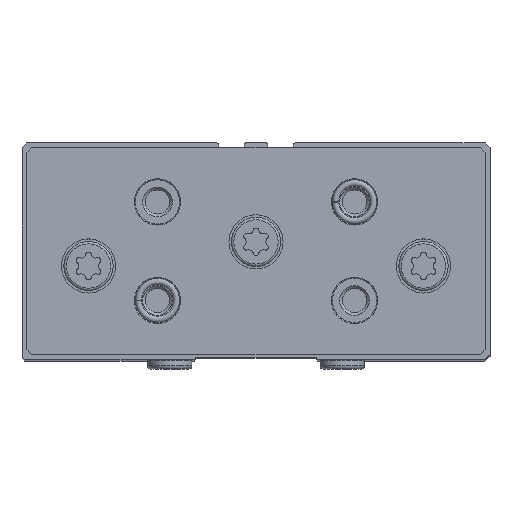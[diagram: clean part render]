
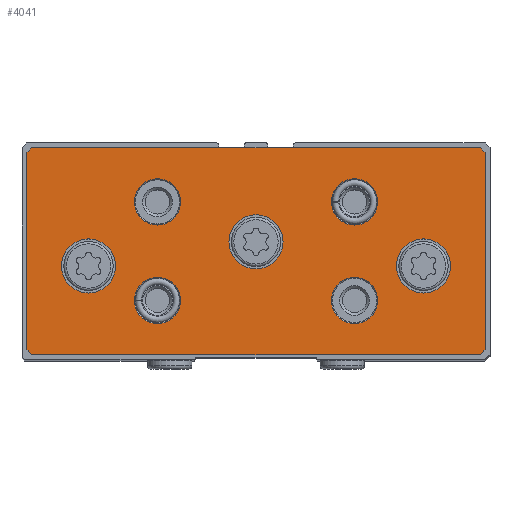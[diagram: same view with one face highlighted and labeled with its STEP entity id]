
A CAD part, top view. The second image highlights one B-rep face of the part: STEP entity #4041.
In plain terms, the highlighted face is planar.
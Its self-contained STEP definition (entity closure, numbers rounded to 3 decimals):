
#370=LINE('',#6961,#564);
#371=LINE('',#6964,#565);
#372=LINE('',#6966,#566);
#373=LINE('',#6968,#567);
#374=LINE('',#6970,#568);
#375=LINE('',#6972,#569);
#376=LINE('',#6974,#570);
#377=LINE('',#6976,#571);
#564=VECTOR('',#5678,1000.);
#565=VECTOR('',#5679,1000.);
#566=VECTOR('',#5680,1000.);
#567=VECTOR('',#5681,1000.);
#568=VECTOR('',#5682,1000.);
#569=VECTOR('',#5683,1000.);
#570=VECTOR('',#5684,1000.);
#571=VECTOR('',#5685,1000.);
#1134=ORIENTED_EDGE('',*,*,#1894,.F.);
#1135=ORIENTED_EDGE('',*,*,#1895,.F.);
#1136=ORIENTED_EDGE('',*,*,#1896,.F.);
#1137=ORIENTED_EDGE('',*,*,#1897,.F.);
#1138=ORIENTED_EDGE('',*,*,#1898,.F.);
#1139=ORIENTED_EDGE('',*,*,#1899,.F.);
#1140=ORIENTED_EDGE('',*,*,#1900,.F.);
#1141=ORIENTED_EDGE('',*,*,#1901,.T.);
#1142=ORIENTED_EDGE('',*,*,#1902,.T.);
#1143=ORIENTED_EDGE('',*,*,#1903,.T.);
#1144=ORIENTED_EDGE('',*,*,#1904,.T.);
#1145=ORIENTED_EDGE('',*,*,#1905,.T.);
#1146=ORIENTED_EDGE('',*,*,#1906,.T.);
#1147=ORIENTED_EDGE('',*,*,#1907,.T.);
#1148=ORIENTED_EDGE('',*,*,#1908,.T.);
#1894=EDGE_CURVE('',#2359,#2359,#2691,.T.);
#1895=EDGE_CURVE('',#2360,#2360,#2692,.T.);
#1896=EDGE_CURVE('',#2361,#2361,#2693,.T.);
#1897=EDGE_CURVE('',#2362,#2362,#2694,.T.);
#1898=EDGE_CURVE('',#2363,#2363,#2695,.T.);
#1899=EDGE_CURVE('',#2364,#2364,#2696,.T.);
#1900=EDGE_CURVE('',#2365,#2365,#2697,.T.);
#1901=EDGE_CURVE('',#2366,#2367,#370,.T.);
#1902=EDGE_CURVE('',#2367,#2368,#371,.T.);
#1903=EDGE_CURVE('',#2368,#2369,#372,.T.);
#1904=EDGE_CURVE('',#2369,#2370,#373,.T.);
#1905=EDGE_CURVE('',#2370,#2371,#374,.T.);
#1906=EDGE_CURVE('',#2371,#2372,#375,.T.);
#1907=EDGE_CURVE('',#2372,#2373,#376,.T.);
#1908=EDGE_CURVE('',#2373,#2366,#377,.T.);
#2359=VERTEX_POINT('',#6948);
#2360=VERTEX_POINT('',#6950);
#2361=VERTEX_POINT('',#6952);
#2362=VERTEX_POINT('',#6954);
#2363=VERTEX_POINT('',#6956);
#2364=VERTEX_POINT('',#6958);
#2365=VERTEX_POINT('',#6960);
#2366=VERTEX_POINT('',#6962);
#2367=VERTEX_POINT('',#6963);
#2368=VERTEX_POINT('',#6965);
#2369=VERTEX_POINT('',#6967);
#2370=VERTEX_POINT('',#6969);
#2371=VERTEX_POINT('',#6971);
#2372=VERTEX_POINT('',#6973);
#2373=VERTEX_POINT('',#6975);
#2691=CIRCLE('',#4694,5.5);
#2692=CIRCLE('',#4695,5.5);
#2693=CIRCLE('',#4696,5.5);
#2694=CIRCLE('',#4697,4.7);
#2695=CIRCLE('',#4698,4.7);
#2696=CIRCLE('',#4699,4.7);
#2697=CIRCLE('',#4700,4.7);
#3102=EDGE_LOOP('',(#1134));
#3103=EDGE_LOOP('',(#1135));
#3104=EDGE_LOOP('',(#1136));
#3105=EDGE_LOOP('',(#1137));
#3106=EDGE_LOOP('',(#1138));
#3107=EDGE_LOOP('',(#1139));
#3108=EDGE_LOOP('',(#1140));
#3109=EDGE_LOOP('',(#1141,#1142,#1143,#1144,#1145,#1146,#1147,#1148));
#3580=FACE_BOUND('',#3102,.T.);
#3581=FACE_BOUND('',#3103,.T.);
#3582=FACE_BOUND('',#3104,.T.);
#3583=FACE_BOUND('',#3105,.T.);
#3584=FACE_BOUND('',#3106,.T.);
#3585=FACE_BOUND('',#3107,.T.);
#3586=FACE_BOUND('',#3108,.T.);
#3587=FACE_BOUND('',#3109,.T.);
#3846=PLANE('',#4693);
#4041=ADVANCED_FACE('',(#3580,#3581,#3582,#3583,#3584,#3585,#3586,#3587),
#3846,.T.);
#4693=AXIS2_PLACEMENT_3D('',#6946,#5662,#5663);
#4694=AXIS2_PLACEMENT_3D('',#6947,#5664,#5665);
#4695=AXIS2_PLACEMENT_3D('',#6949,#5666,#5667);
#4696=AXIS2_PLACEMENT_3D('',#6951,#5668,#5669);
#4697=AXIS2_PLACEMENT_3D('',#6953,#5670,#5671);
#4698=AXIS2_PLACEMENT_3D('',#6955,#5672,#5673);
#4699=AXIS2_PLACEMENT_3D('',#6957,#5674,#5675);
#4700=AXIS2_PLACEMENT_3D('',#6959,#5676,#5677);
#5662=DIRECTION('',(1.,0.,0.));
#5663=DIRECTION('',(0.,0.,-1.));
#5664=DIRECTION('',(1.,0.,0.));
#5665=DIRECTION('',(0.,0.,-1.));
#5666=DIRECTION('',(1.,0.,0.));
#5667=DIRECTION('',(0.,0.,-1.));
#5668=DIRECTION('',(1.,0.,0.));
#5669=DIRECTION('',(0.,0.,-1.));
#5670=DIRECTION('',(1.,0.,0.));
#5671=DIRECTION('',(0.,0.,-1.));
#5672=DIRECTION('',(1.,0.,0.));
#5673=DIRECTION('',(0.,0.,-1.));
#5674=DIRECTION('',(1.,0.,0.));
#5675=DIRECTION('',(0.,0.,-1.));
#5676=DIRECTION('',(1.,0.,0.));
#5677=DIRECTION('',(0.,0.,-1.));
#5678=DIRECTION('',(0.,-1.,0.));
#5679=DIRECTION('',(0.,-0.707,-0.707));
#5680=DIRECTION('',(0.,0.,-1.));
#5681=DIRECTION('',(0.,0.707,-0.707));
#5682=DIRECTION('',(0.,1.,0.));
#5683=DIRECTION('',(0.,0.707,0.707));
#5684=DIRECTION('',(0.,0.,1.));
#5685=DIRECTION('',(0.,-0.707,0.707));
#6946=CARTESIAN_POINT('',(14.,0.,0.));
#6947=CARTESIAN_POINT('',(14.,0.,0.));
#6948=CARTESIAN_POINT('',(14.,0.,-5.5));
#6949=CARTESIAN_POINT('',(14.,-4.9,34.));
#6950=CARTESIAN_POINT('',(14.,-4.9,28.5));
#6951=CARTESIAN_POINT('',(14.,-4.9,-34.));
#6952=CARTESIAN_POINT('',(14.,-4.9,-39.5));
#6953=CARTESIAN_POINT('',(14.,-11.9,20.));
#6954=CARTESIAN_POINT('',(14.,-11.9,15.3));
#6955=CARTESIAN_POINT('',(14.,-11.9,-20.));
#6956=CARTESIAN_POINT('',(14.,-11.9,-24.7));
#6957=CARTESIAN_POINT('',(14.,8.1,20.));
#6958=CARTESIAN_POINT('',(14.,8.1,15.3));
#6959=CARTESIAN_POINT('',(14.,8.1,-20.));
#6960=CARTESIAN_POINT('',(14.,8.1,-24.7));
#6961=CARTESIAN_POINT('',(14.,18.1,46.5));
#6962=CARTESIAN_POINT('',(14.,18.1,46.5));
#6963=CARTESIAN_POINT('',(14.,-21.9,46.5));
#6964=CARTESIAN_POINT('',(14.,-21.9,46.5));
#6965=CARTESIAN_POINT('',(14.,-22.9,45.5));
#6966=CARTESIAN_POINT('',(14.,-22.9,45.5));
#6967=CARTESIAN_POINT('',(14.,-22.9,-45.5));
#6968=CARTESIAN_POINT('',(14.,-22.9,-45.5));
#6969=CARTESIAN_POINT('',(14.,-21.9,-46.5));
#6970=CARTESIAN_POINT('',(14.,-21.9,-46.5));
#6971=CARTESIAN_POINT('',(14.,18.1,-46.5));
#6972=CARTESIAN_POINT('',(14.,18.1,-46.5));
#6973=CARTESIAN_POINT('',(14.,19.1,-45.5));
#6974=CARTESIAN_POINT('',(14.,19.1,-45.5));
#6975=CARTESIAN_POINT('',(14.,19.1,45.5));
#6976=CARTESIAN_POINT('',(14.,19.1,45.5));
